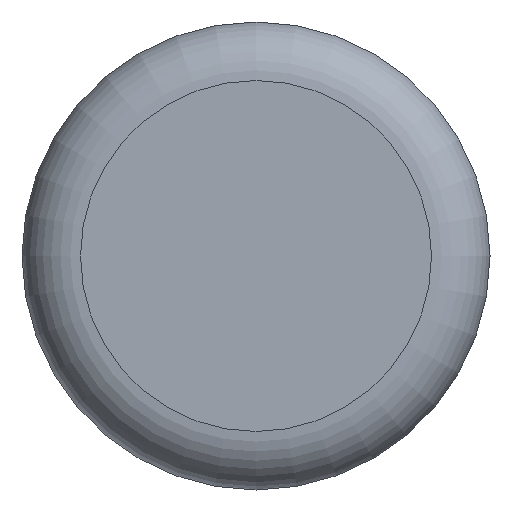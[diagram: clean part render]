
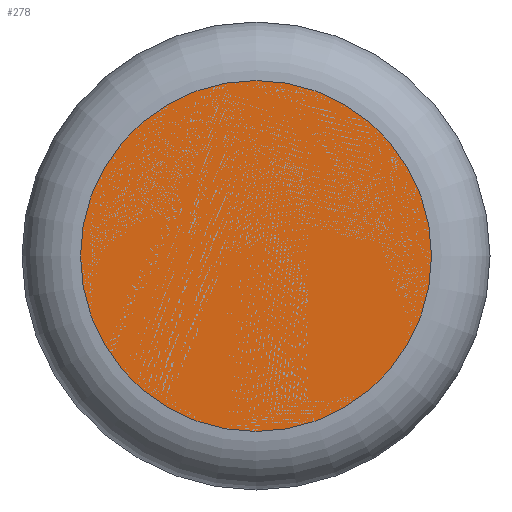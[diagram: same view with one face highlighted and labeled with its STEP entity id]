
A CAD part, front view. The second image highlights one B-rep face of the part: STEP entity #278.
In plain terms, the highlighted planar face has unit normal (0, -1, 0).
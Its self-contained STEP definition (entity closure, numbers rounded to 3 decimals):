
#278 = ADVANCED_FACE('',(#279),#292,.F.);
#279 = FACE_BOUND('',#280,.T.);
#280 = EDGE_LOOP('',(#281));
#281 = ORIENTED_EDGE('',*,*,#282,.F.);
#282 = EDGE_CURVE('',#283,#283,#285,.T.);
#283 = VERTEX_POINT('',#284);
#284 = CARTESIAN_POINT('',(6.,2.217,0.));
#285 = SURFACE_CURVE('',#286,(#291,#303),.PCURVE_S1.);
#286 = CIRCLE('',#287,6.);
#287 = AXIS2_PLACEMENT_3D('',#288,#289,#290);
#288 = CARTESIAN_POINT('',(0.,2.217,0.));
#289 = DIRECTION('',(0.,1.,0.));
#290 = DIRECTION('',(1.,-0.,0.));
#291 = PCURVE('',#292,#297);
#292 = PLANE('',#293);
#293 = AXIS2_PLACEMENT_3D('',#294,#295,#296);
#294 = CARTESIAN_POINT('',(0.,2.217,0.));
#295 = DIRECTION('',(0.,1.,0.));
#296 = DIRECTION('',(1.,-0.,0.));
#297 = DEFINITIONAL_REPRESENTATION('',(#298),#302);
#298 = CIRCLE('',#299,6.);
#299 = AXIS2_PLACEMENT_2D('',#300,#301);
#300 = CARTESIAN_POINT('',(0.,0.));
#301 = DIRECTION('',(1.,-0.));
#302 = ( GEOMETRIC_REPRESENTATION_CONTEXT(2) 
PARAMETRIC_REPRESENTATION_CONTEXT() REPRESENTATION_CONTEXT('2D SPACE',''
  ) );
#303 = PCURVE('',#304,#309);
#304 = TOROIDAL_SURFACE('',#305,6.,2.);
#305 = AXIS2_PLACEMENT_3D('',#306,#307,#308);
#306 = CARTESIAN_POINT('',(0.,4.217,0.));
#307 = DIRECTION('',(0.,1.,0.));
#308 = DIRECTION('',(1.,-0.,0.));
#309 = DEFINITIONAL_REPRESENTATION('',(#310),#314);
#310 = LINE('',#311,#312);
#311 = CARTESIAN_POINT('',(0.,4.712));
#312 = VECTOR('',#313,1.);
#313 = DIRECTION('',(1.,0.));
#314 = ( GEOMETRIC_REPRESENTATION_CONTEXT(2) 
PARAMETRIC_REPRESENTATION_CONTEXT() REPRESENTATION_CONTEXT('2D SPACE',''
  ) );
